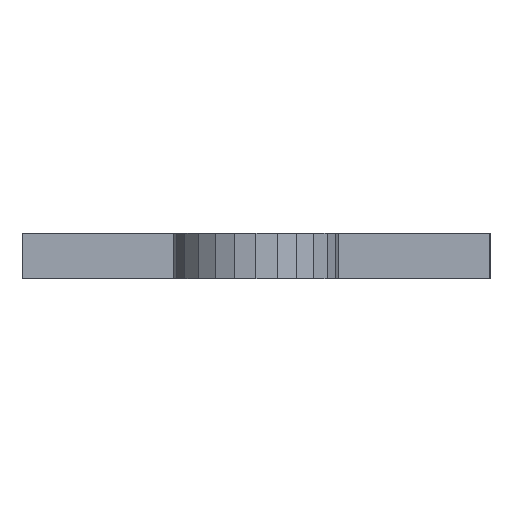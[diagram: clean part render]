
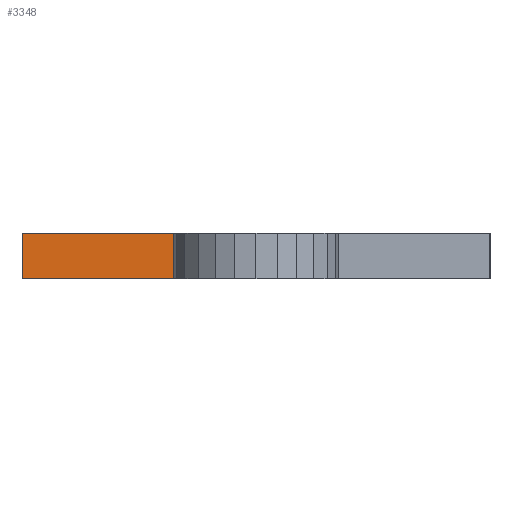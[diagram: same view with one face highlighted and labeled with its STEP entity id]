
A CAD part, left-side view. The second image highlights one B-rep face of the part: STEP entity #3348.
In plain terms, the highlighted planar face has unit normal (-1, 0, 0).
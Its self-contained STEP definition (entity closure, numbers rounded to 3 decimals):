
#168 = DIRECTION ( 'NONE',  ( 0., -1., 0. ) ) ;
#237 = CARTESIAN_POINT ( 'NONE',  ( 0., 16.51, 1.6 ) ) ;
#384 = EDGE_CURVE ( 'NONE', #4821, #2890, #3934, .T. ) ;
#404 = AXIS2_PLACEMENT_3D ( 'NONE', #3098, #4586, #407 ) ;
#407 = DIRECTION ( 'NONE',  ( 0., 0., -1. ) ) ;
#438 = CARTESIAN_POINT ( 'NONE',  ( 0., 16.51, 1.6 ) ) ;
#581 = DIRECTION ( 'NONE',  ( 0., 0., -1. ) ) ;
#650 = ORIENTED_EDGE ( 'NONE', *, *, #4238, .T. ) ;
#701 = ORIENTED_EDGE ( 'NONE', *, *, #4202, .T. ) ;
#1010 = CARTESIAN_POINT ( 'NONE',  ( 0., 16.51, 0. ) ) ;
#1299 = VERTEX_POINT ( 'NONE', #2347 ) ;
#1325 = VERTEX_POINT ( 'NONE', #438 ) ;
#1547 = PLANE ( 'NONE',  #404 ) ;
#1599 = FACE_OUTER_BOUND ( 'NONE', #2443, .T. ) ;
#1790 = ORIENTED_EDGE ( 'NONE', *, *, #384, .F. ) ;
#2210 = LINE ( 'NONE', #2497, #3992 ) ;
#2347 = CARTESIAN_POINT ( 'NONE',  ( 0., 16.51, 0. ) ) ;
#2443 = EDGE_LOOP ( 'NONE', ( #701, #1790, #4834, #650 ) ) ;
#2497 = CARTESIAN_POINT ( 'NONE',  ( 0., 16.51, 1.6 ) ) ;
#2806 = VECTOR ( 'NONE', #581, 1000. ) ;
#2871 = LINE ( 'NONE', #1010, #4040 ) ;
#2890 = VERTEX_POINT ( 'NONE', #4175 ) ;
#2948 = DIRECTION ( 'NONE',  ( 0., 0., -1. ) ) ;
#3098 = CARTESIAN_POINT ( 'NONE',  ( 0., 16.51, 1.6 ) ) ;
#3341 = VECTOR ( 'NONE', #2948, 1000. ) ;
#3348 = ADVANCED_FACE ( 'NONE', ( #1599 ), #1547, .F. ) ;
#3587 = LINE ( 'NONE', #237, #3341 ) ;
#3625 = EDGE_CURVE ( 'NONE', #1325, #4821, #2210, .T. ) ;
#3706 = DIRECTION ( 'NONE',  ( 0., -1., 0. ) ) ;
#3823 = CARTESIAN_POINT ( 'NONE',  ( 0., 11.176, 1.6 ) ) ;
#3934 = LINE ( 'NONE', #4303, #2806 ) ;
#3992 = VECTOR ( 'NONE', #3706, 1000. ) ;
#4040 = VECTOR ( 'NONE', #168, 1000. ) ;
#4175 = CARTESIAN_POINT ( 'NONE',  ( 0., 11.176, 0. ) ) ;
#4202 = EDGE_CURVE ( 'NONE', #1299, #2890, #2871, .T. ) ;
#4238 = EDGE_CURVE ( 'NONE', #1325, #1299, #3587, .T. ) ;
#4303 = CARTESIAN_POINT ( 'NONE',  ( 0., 11.176, 1.6 ) ) ;
#4586 = DIRECTION ( 'NONE',  ( 1., 0., 0. ) ) ;
#4821 = VERTEX_POINT ( 'NONE', #3823 ) ;
#4834 = ORIENTED_EDGE ( 'NONE', *, *, #3625, .F. ) ;
